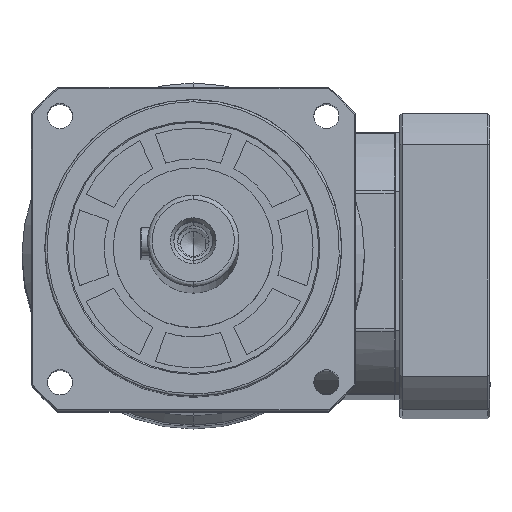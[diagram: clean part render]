
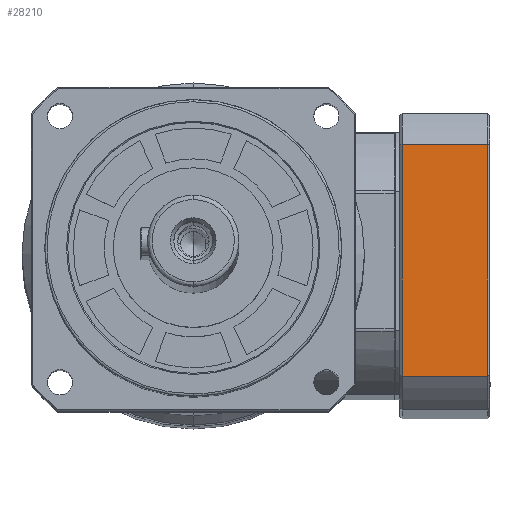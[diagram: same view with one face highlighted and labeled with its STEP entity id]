
A CAD part, left-side view. The second image highlights one B-rep face of the part: STEP entity #28210.
In plain terms, the highlighted face is planar.
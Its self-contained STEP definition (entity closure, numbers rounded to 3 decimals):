
#3084 = EDGE_LOOP ( 'NONE', ( #33670, #8565, #33666, #35201 ) ) ;
#7037 = CARTESIAN_POINT ( 'NONE',  ( 50.806, 65., 8.5 ) ) ;
#7202 = CARTESIAN_POINT ( 'NONE',  ( 50.806, 65., 46. ) ) ;
#8565 = ORIENTED_EDGE ( 'NONE', *, *, #26659, .F. ) ;
#8612 = DIRECTION ( 'NONE',  ( 0., -1., 0. ) ) ;
#11614 = VERTEX_POINT ( 'NONE', #25868 ) ;
#12208 = VECTOR ( 'NONE', #36757, 1000. ) ;
#14889 = PLANE ( 'NONE',  #20153 ) ;
#15838 = FACE_OUTER_BOUND ( 'NONE', #3084, .T. ) ;
#17933 = CARTESIAN_POINT ( 'NONE',  ( -50.806, 65., 8.5 ) ) ;
#18648 = CARTESIAN_POINT ( 'NONE',  ( 50.806, 65., 8.5 ) ) ;
#18999 = VECTOR ( 'NONE', #30802, 1000. ) ;
#19364 = EDGE_CURVE ( 'NONE', #22163, #34505, #28820, .T. ) ;
#19824 = LINE ( 'NONE', #23976, #34410 ) ;
#19937 = LINE ( 'NONE', #24353, #18999 ) ;
#20153 = AXIS2_PLACEMENT_3D ( 'NONE', #27379, #8612, #30503 ) ;
#22163 = VERTEX_POINT ( 'NONE', #17933 ) ;
#22803 = EDGE_CURVE ( 'NONE', #11614, #22163, #19824, .T. ) ;
#23543 = EDGE_CURVE ( 'NONE', #34505, #27906, #33897, .T. ) ;
#23976 = CARTESIAN_POINT ( 'NONE',  ( -50.806, 65., 0. ) ) ;
#24093 = CARTESIAN_POINT ( 'NONE',  ( 50.806, 65., 47. ) ) ;
#24353 = CARTESIAN_POINT ( 'NONE',  ( 25.403, 65., 46. ) ) ;
#25551 = VECTOR ( 'NONE', #27287, 1000. ) ;
#25868 = CARTESIAN_POINT ( 'NONE',  ( -50.806, 65., 46. ) ) ;
#26659 = EDGE_CURVE ( 'NONE', #27906, #11614, #19937, .T. ) ;
#27174 = DIRECTION ( 'NONE',  ( 0., 0., -1. ) ) ;
#27287 = DIRECTION ( 'NONE',  ( 0., 0., 1. ) ) ;
#27379 = CARTESIAN_POINT ( 'NONE',  ( 50.806, 65., 47. ) ) ;
#27906 = VERTEX_POINT ( 'NONE', #7202 ) ;
#28210 = ADVANCED_FACE ( 'NONE', ( #15838 ), #14889, .F. ) ;
#28820 = LINE ( 'NONE', #7037, #12208 ) ;
#30503 = DIRECTION ( 'NONE',  ( 1., 0., 0. ) ) ;
#30802 = DIRECTION ( 'NONE',  ( -1., 0., 0. ) ) ;
#33666 = ORIENTED_EDGE ( 'NONE', *, *, #23543, .F. ) ;
#33670 = ORIENTED_EDGE ( 'NONE', *, *, #22803, .F. ) ;
#33897 = LINE ( 'NONE', #24093, #25551 ) ;
#34410 = VECTOR ( 'NONE', #27174, 1000. ) ;
#34505 = VERTEX_POINT ( 'NONE', #18648 ) ;
#35201 = ORIENTED_EDGE ( 'NONE', *, *, #19364, .F. ) ;
#36757 = DIRECTION ( 'NONE',  ( 1., 0., 0. ) ) ;
